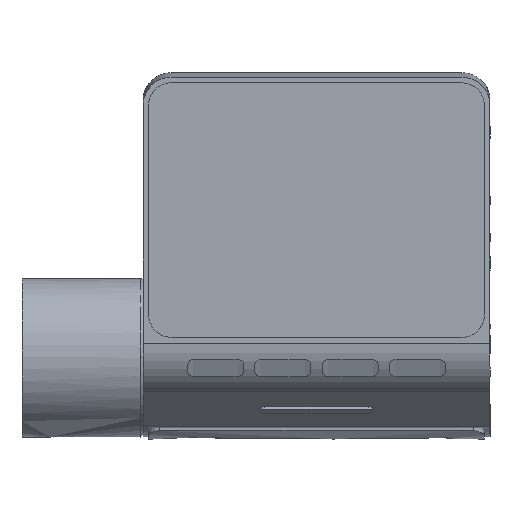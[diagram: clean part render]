
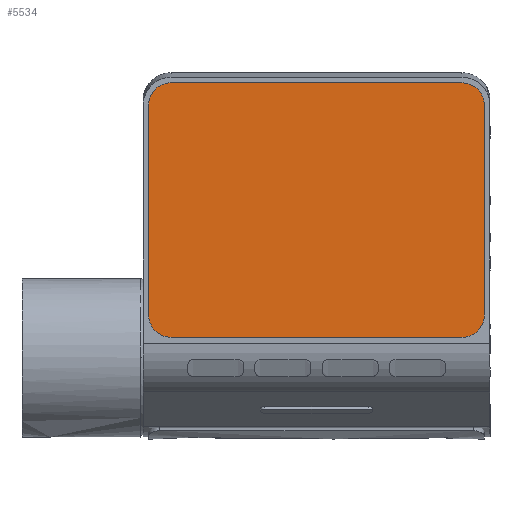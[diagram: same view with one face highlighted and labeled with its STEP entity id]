
A CAD part, front view. The second image highlights one B-rep face of the part: STEP entity #5534.
In plain terms, the highlighted free-form (B-spline) face has degree [1, 1] with [2, 2] control points.
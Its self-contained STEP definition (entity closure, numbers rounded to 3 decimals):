
#5308 = VERTEX_POINT('',#5309);
#5309 = CARTESIAN_POINT('',(89.046,0.54,
    63.911));
#5314 = EDGE_CURVE('',#5308,#5315,#5317,.T.);
#5315 = VERTEX_POINT('',#5316);
#5316 = CARTESIAN_POINT('',(89.046,0.54,
    23.551));
#5317 = B_SPLINE_CURVE_WITH_KNOTS('',1,(#5318,#5319),.UNSPECIFIED.,.F.,
  .F.,(2,2),(-37.393,0.),.PIECEWISE_BEZIER_KNOTS.);
#5318 = CARTESIAN_POINT('',(89.046,0.54,
    63.911));
#5319 = CARTESIAN_POINT('',(89.046,0.54,
    23.551));
#5335 = EDGE_CURVE('',#5336,#5308,#5338,.T.);
#5336 = VERTEX_POINT('',#5337);
#5337 = CARTESIAN_POINT('',(84.729,0.54,
    68.228));
#5338 = ( BOUNDED_CURVE() B_SPLINE_CURVE(2,(#5339,#5340,#5341),
.UNSPECIFIED.,.F.,.F.) B_SPLINE_CURVE_WITH_KNOTS((3,3),(4.712,
6.283),.PIECEWISE_BEZIER_KNOTS.) CURVE() 
GEOMETRIC_REPRESENTATION_ITEM() RATIONAL_B_SPLINE_CURVE((1.,
0.707,1.)) REPRESENTATION_ITEM('') );
#5339 = CARTESIAN_POINT('',(84.729,0.54,
    68.228));
#5340 = CARTESIAN_POINT('',(89.046,0.54,
    68.228));
#5341 = CARTESIAN_POINT('',(89.046,0.54,
    63.911));
#5374 = VERTEX_POINT('',#5375);
#5375 = CARTESIAN_POINT('',(28.711,0.54,
    68.228));
#5380 = EDGE_CURVE('',#5374,#5336,#5381,.T.);
#5381 = B_SPLINE_CURVE_WITH_KNOTS('',1,(#5382,#5383),.UNSPECIFIED.,.F.,
  .F.,(2,2),(-51.9,0.),.PIECEWISE_BEZIER_KNOTS.);
#5382 = CARTESIAN_POINT('',(28.711,0.54,
    68.228));
#5383 = CARTESIAN_POINT('',(84.729,0.54,
    68.228));
#5395 = EDGE_CURVE('',#5396,#5374,#5398,.T.);
#5396 = VERTEX_POINT('',#5397);
#5397 = CARTESIAN_POINT('',(24.393,0.54,
    63.911));
#5398 = ( BOUNDED_CURVE() B_SPLINE_CURVE(2,(#5399,#5400,#5401),
.UNSPECIFIED.,.F.,.F.) B_SPLINE_CURVE_WITH_KNOTS((3,3),(4.712,
6.283),.PIECEWISE_BEZIER_KNOTS.) CURVE() 
GEOMETRIC_REPRESENTATION_ITEM() RATIONAL_B_SPLINE_CURVE((1.,
0.707,1.)) REPRESENTATION_ITEM('') );
#5399 = CARTESIAN_POINT('',(24.393,0.54,
    63.911));
#5400 = CARTESIAN_POINT('',(24.393,0.54,
    68.228));
#5401 = CARTESIAN_POINT('',(28.711,0.54,
    68.228));
#5434 = VERTEX_POINT('',#5435);
#5435 = CARTESIAN_POINT('',(24.393,0.54,
    23.551));
#5440 = EDGE_CURVE('',#5434,#5396,#5441,.T.);
#5441 = B_SPLINE_CURVE_WITH_KNOTS('',1,(#5442,#5443),.UNSPECIFIED.,.F.,
  .F.,(2,2),(-37.393,0.),.PIECEWISE_BEZIER_KNOTS.);
#5442 = CARTESIAN_POINT('',(24.393,0.54,
    23.551));
#5443 = CARTESIAN_POINT('',(24.393,0.54,
    63.911));
#5455 = EDGE_CURVE('',#5456,#5434,#5458,.T.);
#5456 = VERTEX_POINT('',#5457);
#5457 = CARTESIAN_POINT('',(28.711,0.54,
    19.234));
#5458 = ( BOUNDED_CURVE() B_SPLINE_CURVE(2,(#5459,#5460,#5461),
.UNSPECIFIED.,.F.,.F.) B_SPLINE_CURVE_WITH_KNOTS((3,3),(4.712,
6.283),.PIECEWISE_BEZIER_KNOTS.) CURVE() 
GEOMETRIC_REPRESENTATION_ITEM() RATIONAL_B_SPLINE_CURVE((1.,
0.707,1.)) REPRESENTATION_ITEM('') );
#5459 = CARTESIAN_POINT('',(28.711,0.54,
    19.234));
#5460 = CARTESIAN_POINT('',(24.393,0.54,
    19.234));
#5461 = CARTESIAN_POINT('',(24.393,0.54,
    23.551));
#5494 = VERTEX_POINT('',#5495);
#5495 = CARTESIAN_POINT('',(84.729,0.54,
    19.234));
#5500 = EDGE_CURVE('',#5494,#5456,#5501,.T.);
#5501 = B_SPLINE_CURVE_WITH_KNOTS('',1,(#5502,#5503),.UNSPECIFIED.,.F.,
  .F.,(2,2),(0.,51.9),.PIECEWISE_BEZIER_KNOTS.);
#5502 = CARTESIAN_POINT('',(84.729,0.54,
    19.234));
#5503 = CARTESIAN_POINT('',(28.711,0.54,
    19.234));
#5515 = EDGE_CURVE('',#5315,#5494,#5516,.T.);
#5516 = ( BOUNDED_CURVE() B_SPLINE_CURVE(2,(#5517,#5518,#5519),
.UNSPECIFIED.,.F.,.F.) B_SPLINE_CURVE_WITH_KNOTS((3,3),(4.712,
6.283),.PIECEWISE_BEZIER_KNOTS.) CURVE() 
GEOMETRIC_REPRESENTATION_ITEM() RATIONAL_B_SPLINE_CURVE((1.,
0.707,1.)) REPRESENTATION_ITEM('') );
#5517 = CARTESIAN_POINT('',(89.046,0.54,
    23.551));
#5518 = CARTESIAN_POINT('',(89.046,0.54,
    19.234));
#5519 = CARTESIAN_POINT('',(84.729,0.54,
    19.234));
#5534 = ADVANCED_FACE('',(#5535),#5545,.T.);
#5535 = FACE_BOUND('',#5536,.T.);
#5536 = EDGE_LOOP('',(#5537,#5538,#5539,#5540,#5541,#5542,#5543,#5544));
#5537 = ORIENTED_EDGE('',*,*,#5515,.F.);
#5538 = ORIENTED_EDGE('',*,*,#5314,.F.);
#5539 = ORIENTED_EDGE('',*,*,#5335,.F.);
#5540 = ORIENTED_EDGE('',*,*,#5380,.F.);
#5541 = ORIENTED_EDGE('',*,*,#5395,.F.);
#5542 = ORIENTED_EDGE('',*,*,#5440,.F.);
#5543 = ORIENTED_EDGE('',*,*,#5455,.F.);
#5544 = ORIENTED_EDGE('',*,*,#5500,.F.);
#5545 = B_SPLINE_SURFACE_WITH_KNOTS('',1,1,(
    (#5546,#5547)
    ,(#5548,#5549
  )),.UNSPECIFIED.,.F.,.F.,.F.,(2,2),(2,2),(-29.95,29.95),(
    -22.696,22.696),.PIECEWISE_BEZIER_KNOTS.);
#5546 = CARTESIAN_POINT('',(24.393,0.54,
    19.234));
#5547 = CARTESIAN_POINT('',(24.393,0.54,
    68.228));
#5548 = CARTESIAN_POINT('',(89.046,0.54,
    19.234));
#5549 = CARTESIAN_POINT('',(89.046,0.54,
    68.228));
